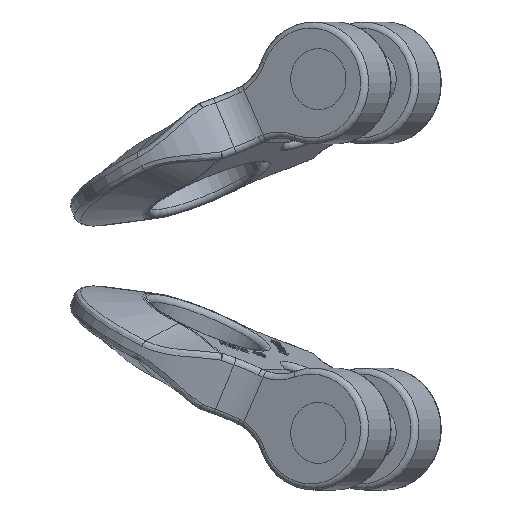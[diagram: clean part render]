
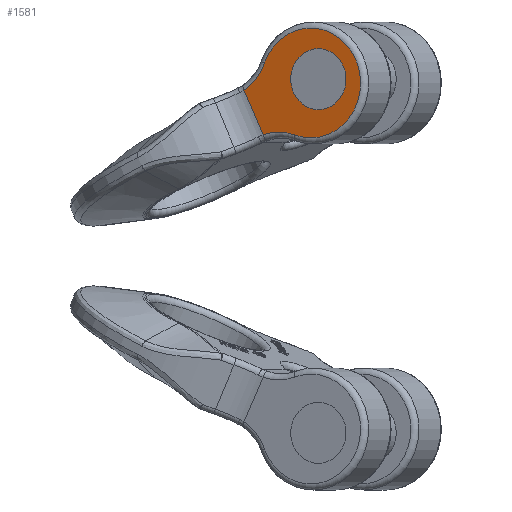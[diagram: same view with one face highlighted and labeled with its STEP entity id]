
A CAD part, left-side view. The second image highlights one B-rep face of the part: STEP entity #1581.
In plain terms, the highlighted planar face has unit normal (-0.906, 0.423, 0).
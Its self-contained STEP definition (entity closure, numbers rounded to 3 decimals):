
#1581=ADVANCED_FACE('',(#3007,#3771),#2132,.F.);
#2132=PLANE('',#19683);
#3007=FACE_OUTER_BOUND('',#4688,.T.);
#3566=CIRCLE('',#19679,18.);
#3567=CIRCLE('',#19680,18.);
#3568=CIRCLE('',#19681,18.);
#3569=CIRCLE('',#19682,10.);
#3771=FACE_BOUND('',#4689,.T.);
#4688=EDGE_LOOP('',(#11596,#11597,#11598,#11599));
#4689=EDGE_LOOP('',(#11600));
#5798=LINE('',#36317,#7101);
#7101=VECTOR('',#22458,1.);
#11596=ORIENTED_EDGE('',*,*,#16738,.F.);
#11597=ORIENTED_EDGE('',*,*,#16739,.T.);
#11598=ORIENTED_EDGE('',*,*,#16740,.T.);
#11599=ORIENTED_EDGE('',*,*,#16741,.T.);
#11600=ORIENTED_EDGE('',*,*,#16742,.F.);
#14266=VERTEX_POINT('',#36311);
#14267=VERTEX_POINT('',#36312);
#14268=VERTEX_POINT('',#36314);
#14269=VERTEX_POINT('',#36316);
#14270=VERTEX_POINT('',#36319);
#16738=EDGE_CURVE('',#14266,#14267,#3566,.T.);
#16739=EDGE_CURVE('',#14266,#14268,#3567,.T.);
#16740=EDGE_CURVE('',#14268,#14269,#3568,.T.);
#16741=EDGE_CURVE('',#14269,#14267,#5798,.T.);
#16742=EDGE_CURVE('',#14270,#14270,#3569,.T.);
#19679=AXIS2_PLACEMENT_3D('',#36310,#22452,#22453);
#19680=AXIS2_PLACEMENT_3D('',#36313,#22454,#22455);
#19681=AXIS2_PLACEMENT_3D('',#36315,#22456,#22457);
#19682=AXIS2_PLACEMENT_3D('',#36318,#22459,#22460);
#19683=AXIS2_PLACEMENT_3D('',#36320,#22461,#22462);
#22452=DIRECTION('',(-0.906,0.423,0.));
#22453=DIRECTION('',(0.383,0.821,-0.423));
#22454=DIRECTION('',(-0.906,0.423,0.));
#22455=DIRECTION('',(0.383,0.821,-0.423));
#22456=DIRECTION('',(0.906,-0.423,0.));
#22457=DIRECTION('',(0.383,0.821,-0.423));
#22458=DIRECTION('',(-0.179,-0.383,-0.906));
#22459=DIRECTION('',(-0.906,0.423,0.));
#22460=DIRECTION('',(0.179,0.383,0.906));
#22461=DIRECTION('',(0.906,-0.423,0.));
#22462=DIRECTION('',(0.383,0.821,-0.423));
#36310=CARTESIAN_POINT('',(-149.199,-265.806,22.642));
#36311=CARTESIAN_POINT('',(-151.646,-271.053,39.685));
#36312=CARTESIAN_POINT('',(-146.794,-260.647,39.718));
#36313=CARTESIAN_POINT('',(-154.093,-276.3,56.729));
#36314=CARTESIAN_POINT('',(-147.002,-261.095,63.249));
#36315=CARTESIAN_POINT('',(-139.912,-245.889,69.77));
#36316=CARTESIAN_POINT('',(-143.894,-254.428,54.432));
#36317=CARTESIAN_POINT('',(-139.628,-245.281,76.077));
#36318=CARTESIAN_POINT('',(-155.242,-278.765,57.996));
#36319=CARTESIAN_POINT('',(-153.456,-274.934,67.06));
#36320=CARTESIAN_POINT('',(-139.628,-245.281,76.077));
